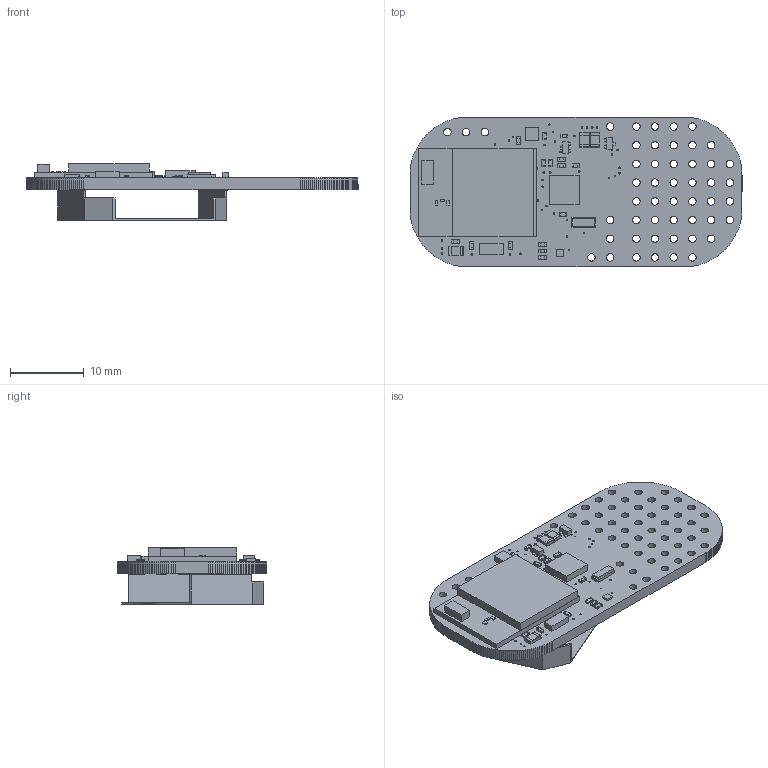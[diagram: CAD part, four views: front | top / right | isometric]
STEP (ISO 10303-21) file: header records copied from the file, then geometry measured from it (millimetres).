
FILE_DESCRIPTION (( 'STEP AP214' ), '1' );
FILE_NAME ('BEAN_MODEL_REVE_1.1.1.STEP', '2014-12-23T23:34:38', ( 'Michael Waddick' ), ( '' ), 'SwSTEP 2.0', 'SolidWorks 2012', '' );
FILE_SCHEMA (( 'AUTOMOTIVE_DESIGN' ));
Length unit declared in the file: millimetre
Products named in the file (88): BK-912; Free-Models; 452727328; Extruded_18; 452752288; Extruded_17; 452736800; Extruded_16; 452743456; Extruded_15; 452728224; Extruded_14; 452702112; Extruded_13; 452723872; Extruded_12; 452732192; Extruded_11; BTLE_REVE_NORM_James_for_step_model; Free-Models_2; 382858688; Extruded_10; L1; 401018944; Extruded_9; C1; C2; C3; C4; C5; C6; C8; C9; C10; C11; C12; R2; R3; T1; 382853056 ...
Assembly tree (143 placements, depth 6):
  BEAN_MODEL_REVE_1.1.1
    Board
    Free-Models
      RES0402  x15
      RES0805  x3
      BTLE_REVE_NORM_James_for_step_model
        Board_2
        A1
          382854208
            Extruded
        TP23
          382854080
            Extruded_2
        TP22
          382853824
            Extruded_3
        TP21
          382853824
            Extruded_3
        TP20
          382853824
            Extruded_3
        TP19
          382853824
            Extruded_3
        TP18
          382853824
            Extruded_3
        TP17
          382853824
            Extruded_3
        TP12
          382853824
            Extruded_3
        C15
          382853440
            Extruded_4
        C14
          382852288
            Extruded_5
        C13
          382852288
            Extruded_5
        TP16
          382853824
            Extruded_3
        TP15
          382853824
            Extruded_3
        TP14
          382853824
            Extruded_3
        TP13
          382853824
            Extruded_3
        TP10
          382853824
            Extruded_3
        TP9
          382853824
Bounding box: 45.09 x 20.32 x 7.72 mm (x, y, z)
Volume: 1750.7 mm3; surface area: 4077.8 mm2
Topology: 133 solids, 133 shells, 1308 faces, 3116 edges, 2074 vertices
Faces by surface type: plane 885, cylinder 303, bspline 120
Entity records: 32432 total; most frequent: CARTESIAN_POINT 4206, DIRECTION 4092, ORIENTED_EDGE 3640, EDGE_CURVE 1820, AXIS2_PLACEMENT_3D 1420, LINE 1252, VECTOR 1252, VERTEX_POINT 1210
